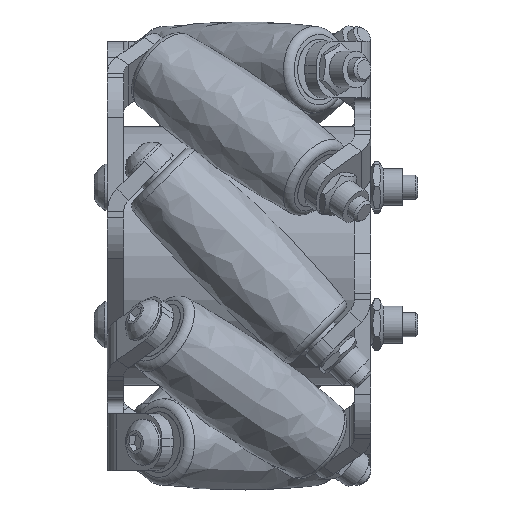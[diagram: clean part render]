
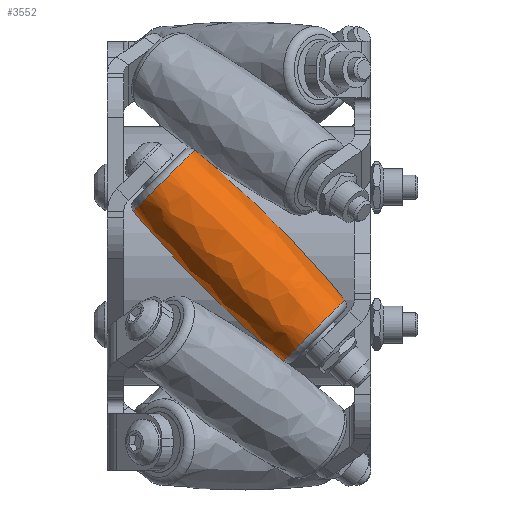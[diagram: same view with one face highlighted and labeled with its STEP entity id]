
A CAD part, top view. The second image highlights one B-rep face of the part: STEP entity #3552.
In plain terms, the highlighted free-form (B-spline) face has degree [2, 2] with [3, 9] control points.
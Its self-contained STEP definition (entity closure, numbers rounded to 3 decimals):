
#232=(
BOUNDED_SURFACE()
B_SPLINE_SURFACE(2,2,((#6127,#6128,#6129,#6130,#6131,#6132,#6133,#6134,
#6135),(#6136,#6137,#6138,#6139,#6140,#6141,#6142,#6143,#6144),(#6145,#6146,
#6147,#6148,#6149,#6150,#6151,#6152,#6153)),.UNSPECIFIED.,.F.,.T.,.F.)
B_SPLINE_SURFACE_WITH_KNOTS((3,3),(3,2,2,2,3),(-0.1,0.1),
(-3.142,-1.571,0.,1.571,3.142),
 .UNSPECIFIED.)
GEOMETRIC_REPRESENTATION_ITEM()
RATIONAL_B_SPLINE_SURFACE(((1.,0.707,1.,0.707,1.,
0.707,1.,0.707,1.),(0.995,0.704,
0.995,0.704,0.995,0.704,0.995,
0.704,0.995),(1.,0.707,1.,0.707,
1.,0.707,1.,0.707,1.)))
REPRESENTATION_ITEM('')
SURFACE()
);
#579=FACE_OUTER_BOUND('',#818,.T.);
#818=EDGE_LOOP('',(#3150,#3151,#3152,#3153));
#1577=CIRCLE('',#4066,5.344);
#1579=CIRCLE('',#4068,5.344);
#1580=CIRCLE('',#4069,131.042);
#1848=VERTEX_POINT('',#6124);
#1849=VERTEX_POINT('',#6154);
#2289=EDGE_CURVE('',#1848,#1848,#1577,.T.);
#2291=EDGE_CURVE('',#1849,#1849,#1579,.T.);
#2292=EDGE_CURVE('',#1849,#1848,#1580,.T.);
#3150=ORIENTED_EDGE('',*,*,#2291,.F.);
#3151=ORIENTED_EDGE('',*,*,#2292,.T.);
#3152=ORIENTED_EDGE('',*,*,#2289,.T.);
#3153=ORIENTED_EDGE('',*,*,#2292,.F.);
#3552=ADVANCED_FACE('',(#579),#232,.F.);
#4066=AXIS2_PLACEMENT_3D('',#6125,#5047,#5048);
#4068=AXIS2_PLACEMENT_3D('',#6155,#5051,#5052);
#4069=AXIS2_PLACEMENT_3D('',#6156,#5053,#5054);
#5047=DIRECTION('center_axis',(-1.,0.,0.));
#5048=DIRECTION('ref_axis',(0.,0.,1.));
#5051=DIRECTION('center_axis',(-1.,0.,0.));
#5052=DIRECTION('ref_axis',(0.,0.,1.));
#5053=DIRECTION('center_axis',(0.,-1.,0.));
#5054=DIRECTION('ref_axis',(0.,0.,-1.));
#6124=CARTESIAN_POINT('',(13.1,0.,-5.344));
#6125=CARTESIAN_POINT('Origin',(13.1,0.,0.));
#6127=CARTESIAN_POINT('Ctrl Pts',(13.1,0.,-5.344));
#6128=CARTESIAN_POINT('Ctrl Pts',(13.1,-5.344,-5.344));
#6129=CARTESIAN_POINT('Ctrl Pts',(13.1,-5.344,0.));
#6130=CARTESIAN_POINT('Ctrl Pts',(13.1,-5.344,5.344));
#6131=CARTESIAN_POINT('Ctrl Pts',(13.1,0.,5.344));
#6132=CARTESIAN_POINT('Ctrl Pts',(13.1,5.344,5.344));
#6133=CARTESIAN_POINT('Ctrl Pts',(13.1,5.344,0.));
#6134=CARTESIAN_POINT('Ctrl Pts',(13.1,5.344,-5.344));
#6135=CARTESIAN_POINT('Ctrl Pts',(13.1,0.,-5.344));
#6136=CARTESIAN_POINT('Ctrl Pts',(0.,0.,-6.66));
#6137=CARTESIAN_POINT('Ctrl Pts',(0.,-6.66,
-6.66));
#6138=CARTESIAN_POINT('Ctrl Pts',(0.,-6.66,
0.));
#6139=CARTESIAN_POINT('Ctrl Pts',(0.,-6.66,
6.66));
#6140=CARTESIAN_POINT('Ctrl Pts',(0.,0.,6.66));
#6141=CARTESIAN_POINT('Ctrl Pts',(0.,6.66,
6.66));
#6142=CARTESIAN_POINT('Ctrl Pts',(0.,6.66,
0.));
#6143=CARTESIAN_POINT('Ctrl Pts',(0.,6.66,
-6.66));
#6144=CARTESIAN_POINT('Ctrl Pts',(0.,0.,-6.66));
#6145=CARTESIAN_POINT('Ctrl Pts',(-13.1,0.,-5.344));
#6146=CARTESIAN_POINT('Ctrl Pts',(-13.1,-5.344,-5.344));
#6147=CARTESIAN_POINT('Ctrl Pts',(-13.1,-5.344,0.));
#6148=CARTESIAN_POINT('Ctrl Pts',(-13.1,-5.344,5.344));
#6149=CARTESIAN_POINT('Ctrl Pts',(-13.1,0.,5.344));
#6150=CARTESIAN_POINT('Ctrl Pts',(-13.1,5.344,5.344));
#6151=CARTESIAN_POINT('Ctrl Pts',(-13.1,5.344,0.));
#6152=CARTESIAN_POINT('Ctrl Pts',(-13.1,5.344,-5.344));
#6153=CARTESIAN_POINT('Ctrl Pts',(-13.1,0.,-5.344));
#6154=CARTESIAN_POINT('',(-13.1,0.,-5.344));
#6155=CARTESIAN_POINT('Origin',(-13.1,0.,0.));
#6156=CARTESIAN_POINT('Origin',(0.,0.,
125.042));
